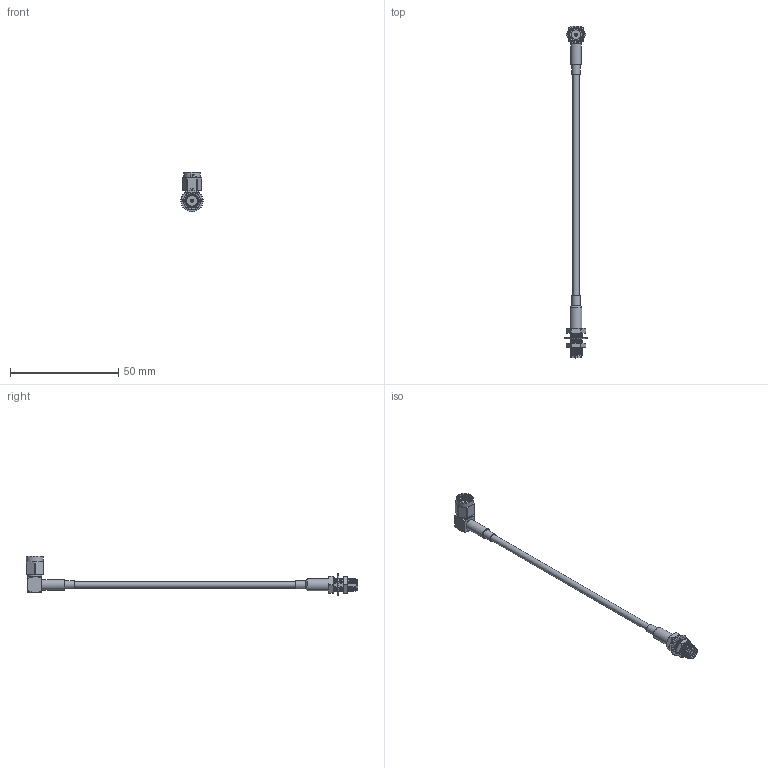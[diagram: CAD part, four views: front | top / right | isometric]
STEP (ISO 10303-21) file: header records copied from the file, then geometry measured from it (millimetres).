
FILE_DESCRIPTION(/* description */ ('Unknown'),/* implementation_level */ '2;1');
FILE_NAME(/* name */ '655036032xxx06',/* time_stamp */ '2024-08-14T08:49:05+02:00',/* author */ ('Unknown'),/* organization */ ('Unknown'),/* preprocessor_version */ 'ST-DEVELOPER v19.4',/* originating_system */ 'Solid Edge',/* authorisation */ 'Unknown');
FILE_SCHEMA (('AUTOMOTIVE_DESIGN {1 0 10303 214 3 1 1}'));
Length unit declared in the file: millimetre
Products named in the file (1): 655036032xxx06
Bounding box: 10.16 x 153.1 x 18.33 mm (x, y, z)
Volume: 2240.5 mm3; surface area: 3224.2 mm2
Topology: 3 solids, 3 shells, 286 faces, 777 edges, 514 vertices
Faces by surface type: plane 110, cylinder 85, bspline 34, torus 33, cone 22, sphere 2
Full cylindrical faces by diameter (mm): 0.51 x1, 0.92 x2, 1.27 x2, 1.52 x1, 1.6 x2, 2.9 x1, 3.6 x1, 3.8 x2, 4.56 x2, 4.75 x2, 4.8 x1, 4.95 x1, 5.35 x1, 5.5 x1, 6.4 x2, 6.5 x1, 6.55 x5, 7 x1, 7.8 x1, 10.199 x1
Entity records: 23013 total; most frequent: CARTESIAN_POINT 15193, ORIENTED_EDGE 1354, DIRECTION 1124, EDGE_CURVE 677, VERTEX_POINT 470, AXIS2_PLACEMENT_3D 440, EDGE_LOOP 359, FACE_BOUND 359
